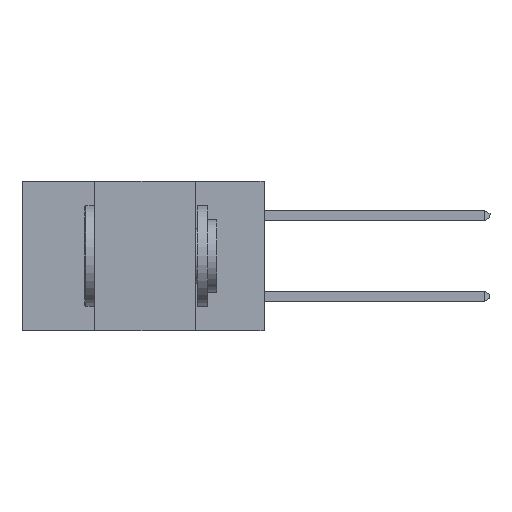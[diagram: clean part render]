
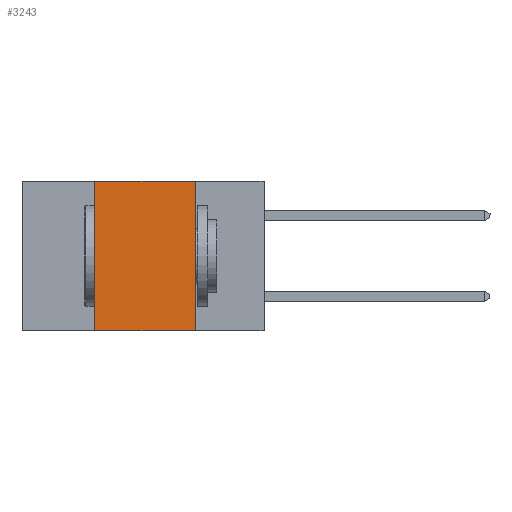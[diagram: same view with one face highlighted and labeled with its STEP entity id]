
A CAD part, left-side view. The second image highlights one B-rep face of the part: STEP entity #3243.
In plain terms, the highlighted planar face has unit normal (-1, 0, 0).
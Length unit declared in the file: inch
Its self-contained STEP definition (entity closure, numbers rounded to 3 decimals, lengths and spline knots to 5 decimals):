
#432 = ORIENTED_EDGE ( 'NONE', *, *, #7796, .F. ) ;
#448 = ORIENTED_EDGE ( 'NONE', *, *, #2592, .F. ) ;
#1000 = LINE ( 'NONE', #6334, #7298 ) ;
#1176 = AXIS2_PLACEMENT_3D ( 'NONE', #7611, #8795, #8645 ) ;
#1275 = CARTESIAN_POINT ( 'NONE',  ( 0., 0.17, -0.37 ) ) ;
#1315 = CARTESIAN_POINT ( 'NONE',  ( 0., 0.6, 0. ) ) ;
#1527 = CARTESIAN_POINT ( 'NONE',  ( 0., 0.6, -0.37 ) ) ;
#2424 = EDGE_LOOP ( 'NONE', ( #12045, #448, #432, #11501 ) ) ;
#2592 = EDGE_CURVE ( 'NONE', #12985, #12890, #12597, .T. ) ;
#3243 = ADVANCED_FACE ( 'NONE', ( #13405 ), #7855, .F. ) ;
#3488 = EDGE_CURVE ( 'NONE', #12890, #12069, #4655, .T. ) ;
#4186 = VECTOR ( 'NONE', #10802, 39.37008 ) ;
#4555 = LINE ( 'NONE', #1527, #4186 ) ;
#4655 = LINE ( 'NONE', #9930, #10736 ) ;
#6321 = DIRECTION ( 'NONE',  ( 0., 0., 1. ) ) ;
#6334 = CARTESIAN_POINT ( 'NONE',  ( 0., 0.42, 0. ) ) ;
#7298 = VECTOR ( 'NONE', #6321, 39.37008 ) ;
#7526 = VERTEX_POINT ( 'NONE', #14210 ) ;
#7611 = CARTESIAN_POINT ( 'NONE',  ( 0., 0.6, 0. ) ) ;
#7719 = CARTESIAN_POINT ( 'NONE',  ( 0., 0.42, 0. ) ) ;
#7796 = EDGE_CURVE ( 'NONE', #7526, #12985, #1000, .T. ) ;
#7855 = PLANE ( 'NONE',  #1176 ) ;
#8151 = VECTOR ( 'NONE', #10890, 39.37008 ) ;
#8645 = DIRECTION ( 'NONE',  ( 0., 0., -1. ) ) ;
#8795 = DIRECTION ( 'NONE',  ( 1., 0., 0. ) ) ;
#9714 = DIRECTION ( 'NONE',  ( 0., 0., -1. ) ) ;
#9930 = CARTESIAN_POINT ( 'NONE',  ( 0., 0.17, 0. ) ) ;
#10736 = VECTOR ( 'NONE', #9714, 39.37008 ) ;
#10802 = DIRECTION ( 'NONE',  ( 0., -1., 0. ) ) ;
#10890 = DIRECTION ( 'NONE',  ( 0., -1., 0. ) ) ;
#11501 = ORIENTED_EDGE ( 'NONE', *, *, #12199, .T. ) ;
#11958 = CARTESIAN_POINT ( 'NONE',  ( 0., 0.17, 0. ) ) ;
#12045 = ORIENTED_EDGE ( 'NONE', *, *, #3488, .F. ) ;
#12069 = VERTEX_POINT ( 'NONE', #1275 ) ;
#12199 = EDGE_CURVE ( 'NONE', #7526, #12069, #4555, .T. ) ;
#12597 = LINE ( 'NONE', #1315, #8151 ) ;
#12890 = VERTEX_POINT ( 'NONE', #11958 ) ;
#12985 = VERTEX_POINT ( 'NONE', #7719 ) ;
#13405 = FACE_OUTER_BOUND ( 'NONE', #2424, .T. ) ;
#14210 = CARTESIAN_POINT ( 'NONE',  ( 0., 0.42, -0.37 ) ) ;
